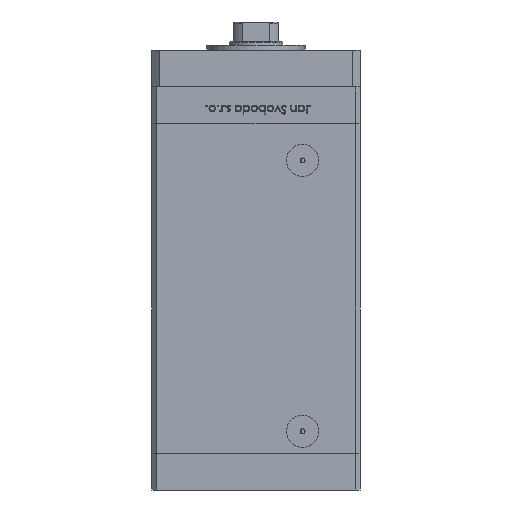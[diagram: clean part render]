
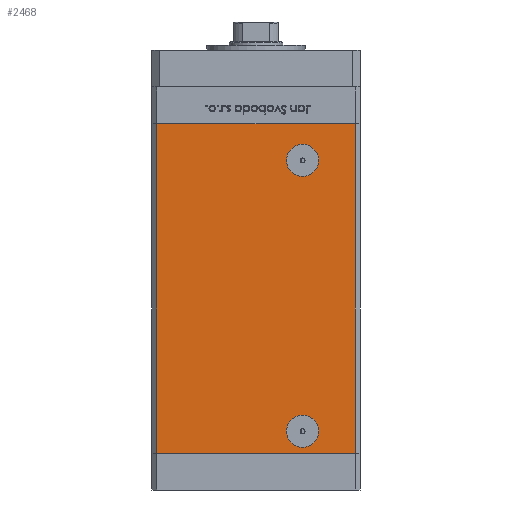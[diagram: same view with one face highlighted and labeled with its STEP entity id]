
A CAD part, front view. The second image highlights one B-rep face of the part: STEP entity #2468.
In plain terms, the highlighted planar face has unit normal (0, -1, 0).
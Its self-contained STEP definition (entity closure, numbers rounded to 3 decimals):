
#693 = VERTEX_POINT ( 'NONE', #31124 ) ;
#729 = DIRECTION ( 'NONE',  ( 0., 1., 0. ) ) ;
#935 = EDGE_CURVE ( 'NONE', #43004, #12007, #1707, .T. ) ;
#1707 = LINE ( 'NONE', #18251, #39162 ) ;
#2468 = ADVANCED_FACE ( 'NONE', ( #34084, #17275, #8621 ), #49570, .F. ) ;
#3045 = VERTEX_POINT ( 'NONE', #3960 ) ;
#3804 = DIRECTION ( 'NONE',  ( 0., -1., 0. ) ) ;
#3960 = CARTESIAN_POINT ( 'NONE',  ( 19., -37.5, 112.92 ) ) ;
#4817 = ORIENTED_EDGE ( 'NONE', *, *, #35616, .F. ) ;
#6356 = DIRECTION ( 'NONE',  ( 0., 1., 0. ) ) ;
#6577 = AXIS2_PLACEMENT_3D ( 'NONE', #46958, #43160, #21724 ) ;
#6680 = ORIENTED_EDGE ( 'NONE', *, *, #18395, .T. ) ;
#8621 = FACE_BOUND ( 'NONE', #37574, .T. ) ;
#8880 = DIRECTION ( 'NONE',  ( 0., 0., 1. ) ) ;
#10096 = EDGE_CURVE ( 'NONE', #42378, #43004, #34094, .T. ) ;
#11719 = DIRECTION ( 'NONE',  ( 1., 0., 0. ) ) ;
#12007 = VERTEX_POINT ( 'NONE', #43991 ) ;
#12688 = DIRECTION ( 'NONE',  ( 0., 0., -1. ) ) ;
#12979 = CARTESIAN_POINT ( 'NONE',  ( -40.5, -37.5, 134.5 ) ) ;
#13223 = ORIENTED_EDGE ( 'NONE', *, *, #44390, .T. ) ;
#16479 = CARTESIAN_POINT ( 'NONE',  ( -40.5, -37.5, 134.5 ) ) ;
#16830 = CARTESIAN_POINT ( 'NONE',  ( 19., -37.5, 9. ) ) ;
#17054 = DIRECTION ( 'NONE',  ( 0., 0., -1. ) ) ;
#17275 = FACE_OUTER_BOUND ( 'NONE', #30717, .T. ) ;
#18251 = CARTESIAN_POINT ( 'NONE',  ( 40.5, -37.5, 134.5 ) ) ;
#18395 = EDGE_CURVE ( 'NONE', #53594, #3045, #49334, .T. ) ;
#18569 = CARTESIAN_POINT ( 'NONE',  ( 19., -37.5, 2.42 ) ) ;
#18688 = CIRCLE ( 'NONE', #6577, 6.58 ) ;
#18785 = DIRECTION ( 'NONE',  ( 0., 0., -1. ) ) ;
#19167 = EDGE_CURVE ( 'NONE', #42378, #693, #20574, .T. ) ;
#20574 = LINE ( 'NONE', #12979, #42469 ) ;
#21155 = DIRECTION ( 'NONE',  ( 0., 0., -1. ) ) ;
#21724 = DIRECTION ( 'NONE',  ( 0., 0., -1. ) ) ;
#22071 = AXIS2_PLACEMENT_3D ( 'NONE', #25678, #33008, #12688 ) ;
#23583 = EDGE_CURVE ( 'NONE', #693, #12007, #23916, .T. ) ;
#23916 = LINE ( 'NONE', #40460, #34644 ) ;
#25678 = CARTESIAN_POINT ( 'NONE',  ( 19., -37.5, 9. ) ) ;
#26754 = CARTESIAN_POINT ( 'NONE',  ( -40.5, -37.5, 134.5 ) ) ;
#28044 = CARTESIAN_POINT ( 'NONE',  ( 40.5, -37.5, 134.5 ) ) ;
#30717 = EDGE_LOOP ( 'NONE', ( #32161, #45861, #40913, #33079 ) ) ;
#31124 = CARTESIAN_POINT ( 'NONE',  ( -40.5, -37.5, 0. ) ) ;
#31582 = CIRCLE ( 'NONE', #22071, 6.58 ) ;
#32161 = ORIENTED_EDGE ( 'NONE', *, *, #23583, .T. ) ;
#33008 = DIRECTION ( 'NONE',  ( 0., -1., 0. ) ) ;
#33079 = ORIENTED_EDGE ( 'NONE', *, *, #19167, .T. ) ;
#34084 = FACE_BOUND ( 'NONE', #46740, .T. ) ;
#34094 = LINE ( 'NONE', #26754, #48834 ) ;
#34503 = VERTEX_POINT ( 'NONE', #50554 ) ;
#34644 = VECTOR ( 'NONE', #11719, 1000. ) ;
#35616 = EDGE_CURVE ( 'NONE', #34503, #41380, #31582, .T. ) ;
#36176 = CARTESIAN_POINT ( 'NONE',  ( -40.5, -37.5, 134.5 ) ) ;
#36684 = AXIS2_PLACEMENT_3D ( 'NONE', #16830, #3804, #21155 ) ;
#37099 = ORIENTED_EDGE ( 'NONE', *, *, #37127, .F. ) ;
#37127 = EDGE_CURVE ( 'NONE', #41380, #34503, #38386, .T. ) ;
#37205 = AXIS2_PLACEMENT_3D ( 'NONE', #43512, #6356, #47839 ) ;
#37574 = EDGE_LOOP ( 'NONE', ( #13223, #6680 ) ) ;
#38386 = CIRCLE ( 'NONE', #36684, 6.58 ) ;
#39162 = VECTOR ( 'NONE', #18785, 1000. ) ;
#40460 = CARTESIAN_POINT ( 'NONE',  ( -40.5, -37.5, 0. ) ) ;
#40913 = ORIENTED_EDGE ( 'NONE', *, *, #10096, .F. ) ;
#41380 = VERTEX_POINT ( 'NONE', #18569 ) ;
#42378 = VERTEX_POINT ( 'NONE', #36176 ) ;
#42469 = VECTOR ( 'NONE', #17054, 1000. ) ;
#43004 = VERTEX_POINT ( 'NONE', #28044 ) ;
#43160 = DIRECTION ( 'NONE',  ( 0., 1., 0. ) ) ;
#43512 = CARTESIAN_POINT ( 'NONE',  ( 19., -37.5, 119.5 ) ) ;
#43991 = CARTESIAN_POINT ( 'NONE',  ( 40.5, -37.5, 0. ) ) ;
#44390 = EDGE_CURVE ( 'NONE', #3045, #53594, #18688, .T. ) ;
#45861 = ORIENTED_EDGE ( 'NONE', *, *, #935, .F. ) ;
#46740 = EDGE_LOOP ( 'NONE', ( #37099, #4817 ) ) ;
#46958 = CARTESIAN_POINT ( 'NONE',  ( 19., -37.5, 119.5 ) ) ;
#47839 = DIRECTION ( 'NONE',  ( 0., 0., -1. ) ) ;
#48699 = CARTESIAN_POINT ( 'NONE',  ( 19., -37.5, 126.08 ) ) ;
#48834 = VECTOR ( 'NONE', #50659, 1000. ) ;
#49334 = CIRCLE ( 'NONE', #37205, 6.58 ) ;
#49570 = PLANE ( 'NONE',  #53057 ) ;
#50554 = CARTESIAN_POINT ( 'NONE',  ( 19., -37.5, 15.58 ) ) ;
#50659 = DIRECTION ( 'NONE',  ( 1., 0., 0. ) ) ;
#53057 = AXIS2_PLACEMENT_3D ( 'NONE', #16479, #729, #8880 ) ;
#53594 = VERTEX_POINT ( 'NONE', #48699 ) ;
